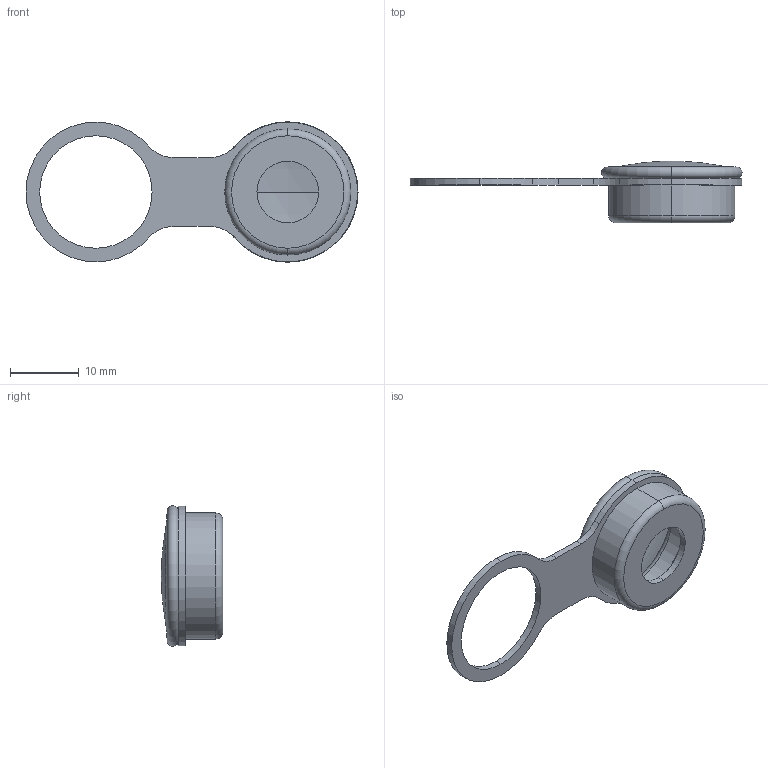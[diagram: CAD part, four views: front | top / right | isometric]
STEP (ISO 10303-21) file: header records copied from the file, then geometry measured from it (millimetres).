
FILE_DESCRIPTION (( 'STEP AP214' ), '1' );
FILE_NAME ('àðò. KRT311.STEP', '2014-07-18T10:52:57', ( '' ), ( '' ), 'SwSTEP 2.0', 'SolidWorks 2014', '' );
FILE_SCHEMA (( 'AUTOMOTIVE_DESIGN' ));
Length unit declared in the file: millimetre
Products named in the file (3): àðò. KRT311.001; àðò. KRT311.002; àðò. KRT311
Assembly tree (2 placements, depth 2):
  àðò. KRT311
    àðò. KRT311.001
    àðò. KRT311.002
Bounding box: 48.45 x 9 x 20.5 mm (x, y, z)
Volume: 1050.2 mm3; surface area: 2944.8 mm2
Topology: 2 solids, 2 shells, 53 faces, 120 edges, 78 vertices
Faces by surface type: cylinder 22, torus 16, plane 11, sphere 4
Entity records: 1656 total; most frequent: DIRECTION 328, CARTESIAN_POINT 256, ORIENTED_EDGE 240, AXIS2_PLACEMENT_3D 150, EDGE_CURVE 120, CIRCLE 92, VERTEX_POINT 78, EDGE_LOOP 64
